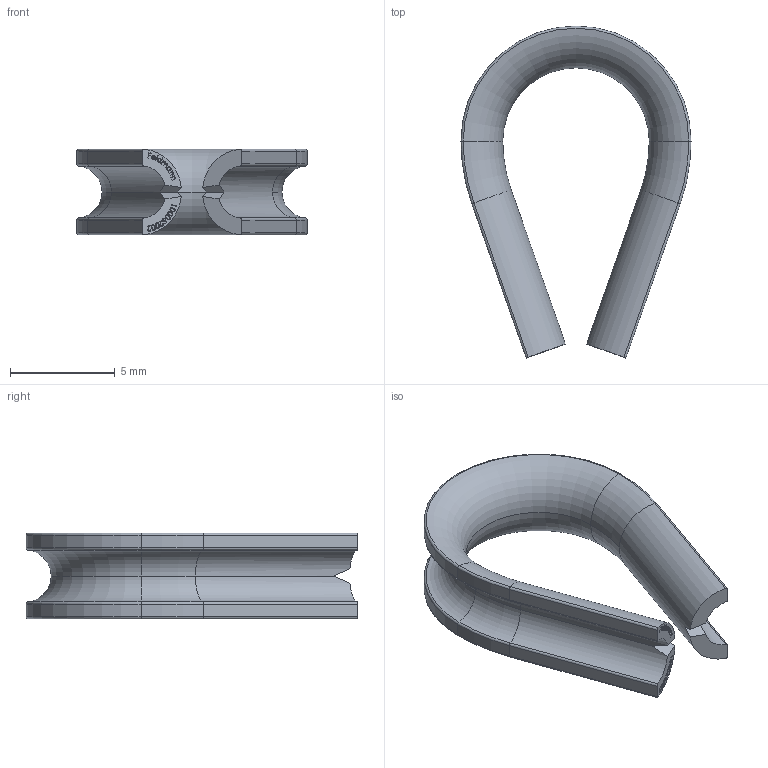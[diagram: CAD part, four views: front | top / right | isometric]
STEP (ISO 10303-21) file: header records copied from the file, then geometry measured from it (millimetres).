
FILE_DESCRIPTION (( 'STEP AP203' ), '1' );
FILE_NAME ('100052002.step', '2019-09-19T14:24:51', ( '' ), ( '' ), 'SwSTEP 2.0', 'SolidWorks 2015', '' );
FILE_SCHEMA (( 'CONFIG_CONTROL_DESIGN' ));
Length unit declared in the file: millimetre
Products named in the file (1): 100052002
Bounding box: 11 x 15.87 x 4.09 mm (x, y, z)
Volume: 141.8 mm3; surface area: 421.4 mm2
Topology: 1 solids, 1 shells, 272 faces, 695 edges, 450 vertices
Faces by surface type: plane 115, bspline 113, torus 24, cylinder 20
Entity records: 15292 total; most frequent: CARTESIAN_POINT 9371, ORIENTED_EDGE 1390, DIRECTION 859, EDGE_CURVE 695, VERTEX_POINT 450, VECTOR 383, LINE 383, EDGE_LOOP 297
